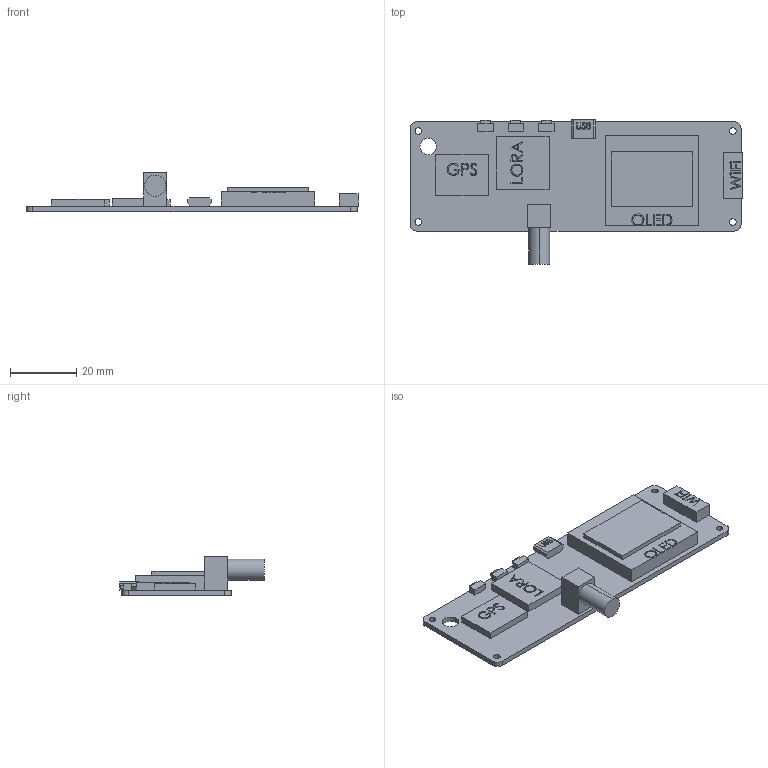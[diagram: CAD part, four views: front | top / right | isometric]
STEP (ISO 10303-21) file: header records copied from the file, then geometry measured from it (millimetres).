
FILE_DESCRIPTION (( 'STEP AP203' ), '1' );
FILE_NAME ('T-BEAM-V1.1_ED.STEP', '2023-05-31T21:00:11', ( 'User' ), ( 'Computer' ), 'SwSTEP 2.0', 'SolidWorks 2011', '' );
FILE_SCHEMA (( 'CONFIG_CONTROL_DESIGN' ));
Length unit declared in the file: millimetre
Products named in the file (1): T-BEAM-V1.1_ED
Bounding box: 100.27 x 43.6 x 11.8 mm (x, y, z)
Volume: 11523.5 mm3; surface area: 8788.8 mm2
Topology: 1 solids, 1 shells, 326 faces, 872 edges, 580 vertices
Faces by surface type: plane 213, bspline 97, cylinder 16
Entity records: 15427 total; most frequent: CARTESIAN_POINT 7812, ORIENTED_EDGE 1744, DIRECTION 1170, EDGE_CURVE 872, VECTOR 646, LINE 646, VERTEX_POINT 580, EDGE_LOOP 368
